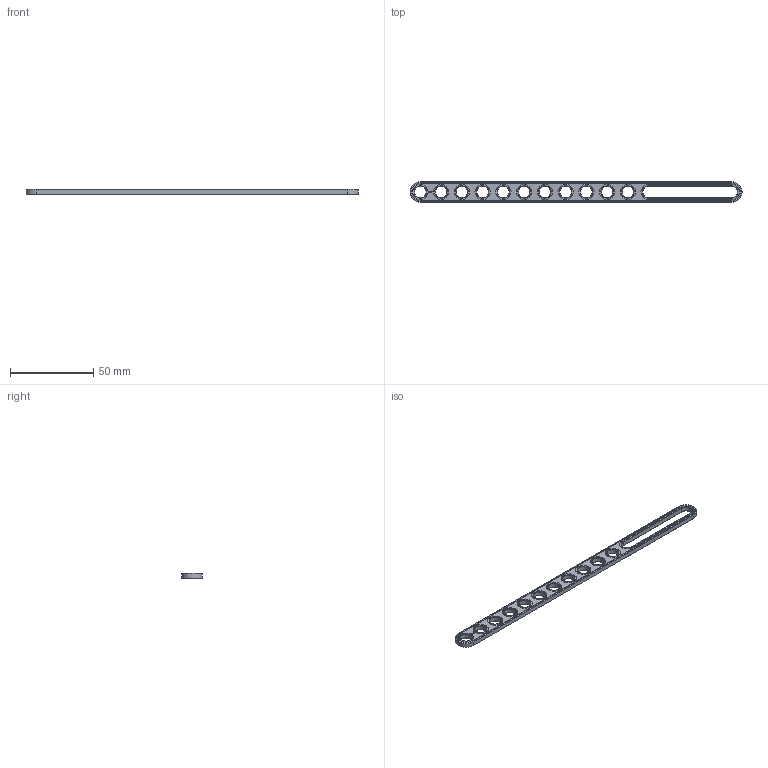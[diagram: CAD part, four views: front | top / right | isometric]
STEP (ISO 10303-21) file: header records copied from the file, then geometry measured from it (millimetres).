
FILE_DESCRIPTION(('FreeCAD Model'),'2;1');
FILE_NAME('Open CASCADE Shape Model','2021-02-26T17:06:59',( 'Paulo Kiefe'),('STEMFIE.org'),'Open CASCADE STEP processor 7.4', 'FreeCAD','Unknown');
FILE_SCHEMA(('AUTOMOTIVE_DESIGN { 1 0 10303 214 1 1 1 1 }'));
Length unit declared in the file: millimetre
Products named in the file (1): Brace_STR_SLT_SE_ERR_-_BU16x01x00.25x05_SPN-BRC-0216_(stemfie.org)
Bounding box: 200 x 12.5 x 3.12 mm (x, y, z)
Volume: 4948.7 mm3; surface area: 5642 mm2
Topology: 1 solids, 1 shells, 599 faces, 1626 edges, 1075 vertices
Faces by surface type: plane 343, extrusion 196, cone 30, cylinder 30
Full cylindrical faces by diameter (mm): 7 x11, 9.2 x11
Entity records: 41481 total; most frequent: CARTESIAN_POINT 10360, DIRECTION 4970, VECTOR 3922, LINE 3726, ORIENTED_EDGE 3252, PCURVE 3252, DEFINITIONAL_REPRESENTATION 3252, EDGE_CURVE 1626
